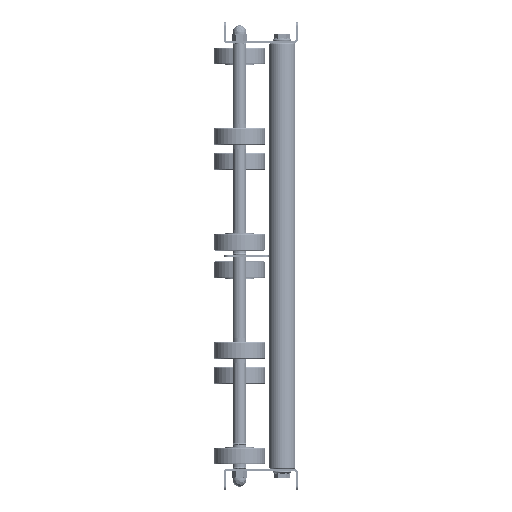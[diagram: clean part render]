
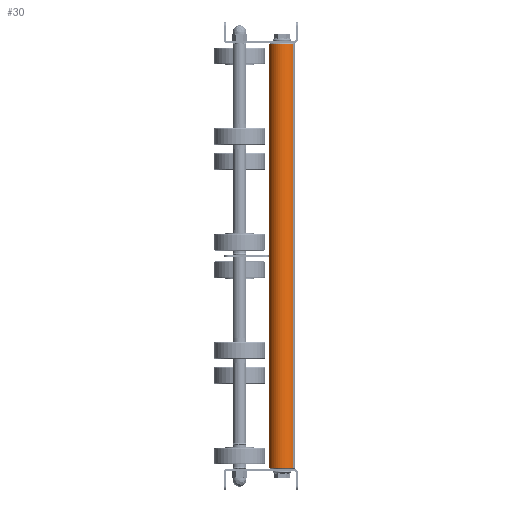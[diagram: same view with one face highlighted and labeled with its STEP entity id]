
A CAD part, left-side view. The second image highlights one B-rep face of the part: STEP entity #30.
In plain terms, the highlighted cylindrical face has radius 12.5 mm (diameter 25 mm), a partial arc.
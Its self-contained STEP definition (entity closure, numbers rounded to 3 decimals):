
#30 = ADVANCED_FACE ( 'NONE', ( #51 ), #23805, .T. ) ;
#51 = FACE_OUTER_BOUND ( 'NONE', #8926, .T. ) ;
#341 = CIRCLE ( 'NONE', #32855, 12.5 ) ;
#591 = DIRECTION ( 'NONE',  ( -1., 0., 0. ) ) ;
#625 = LINE ( 'NONE', #27230, #11644 ) ;
#2861 = EDGE_CURVE ( 'NONE', #42571, #48983, #341, .T. ) ;
#6165 = ORIENTED_EDGE ( 'NONE', *, *, #8787, .T. ) ;
#6712 = DIRECTION ( 'NONE',  ( 1., 0., 0. ) ) ;
#8787 = EDGE_CURVE ( 'NONE', #44517, #23395, #33880, .T. ) ;
#8926 = EDGE_LOOP ( 'NONE', ( #45469, #10800, #12824, #6165 ) ) ;
#9951 = DIRECTION ( 'NONE',  ( 0., 0., -1. ) ) ;
#10800 = ORIENTED_EDGE ( 'NONE', *, *, #2861, .T. ) ;
#11561 = CARTESIAN_POINT ( 'NONE',  ( 400., 0., 0. ) ) ;
#11644 = VECTOR ( 'NONE', #16303, 1000. ) ;
#12824 = ORIENTED_EDGE ( 'NONE', *, *, #49383, .T. ) ;
#16303 = DIRECTION ( 'NONE',  ( -1., 0., 0. ) ) ;
#16689 = CARTESIAN_POINT ( 'NONE',  ( 1., 0., -12.5 ) ) ;
#17511 = CARTESIAN_POINT ( 'NONE',  ( 399., 0., 0. ) ) ;
#17925 = VECTOR ( 'NONE', #591, 1000. ) ;
#18109 = EDGE_CURVE ( 'NONE', #42571, #23395, #31635, .T. ) ;
#23395 = VERTEX_POINT ( 'NONE', #16689 ) ;
#23805 = CYLINDRICAL_SURFACE ( 'NONE', #46655, 12.5 ) ;
#25941 = CARTESIAN_POINT ( 'NONE',  ( 399., 0., 12.5 ) ) ;
#26510 = DIRECTION ( 'NONE',  ( 0., 0., -1. ) ) ;
#27230 = CARTESIAN_POINT ( 'NONE',  ( 400., 0., 12.5 ) ) ;
#29698 = AXIS2_PLACEMENT_3D ( 'NONE', #44995, #6712, #26510 ) ;
#31635 = LINE ( 'NONE', #32409, #17925 ) ;
#32409 = CARTESIAN_POINT ( 'NONE',  ( 400., 0., -12.5 ) ) ;
#32855 = AXIS2_PLACEMENT_3D ( 'NONE', #17511, #45596, #9951 ) ;
#33880 = CIRCLE ( 'NONE', #29698, 12.5 ) ;
#35280 = DIRECTION ( 'NONE',  ( 0., 0., 1. ) ) ;
#38925 = DIRECTION ( 'NONE',  ( -1., 0., 0. ) ) ;
#42571 = VERTEX_POINT ( 'NONE', #50730 ) ;
#44517 = VERTEX_POINT ( 'NONE', #51455 ) ;
#44995 = CARTESIAN_POINT ( 'NONE',  ( 1., 0., 0. ) ) ;
#45469 = ORIENTED_EDGE ( 'NONE', *, *, #18109, .F. ) ;
#45596 = DIRECTION ( 'NONE',  ( -1., 0., 0. ) ) ;
#46655 = AXIS2_PLACEMENT_3D ( 'NONE', #11561, #38925, #35280 ) ;
#48983 = VERTEX_POINT ( 'NONE', #25941 ) ;
#49383 = EDGE_CURVE ( 'NONE', #48983, #44517, #625, .T. ) ;
#50730 = CARTESIAN_POINT ( 'NONE',  ( 399., 0., -12.5 ) ) ;
#51455 = CARTESIAN_POINT ( 'NONE',  ( 1., 0., 12.5 ) ) ;
